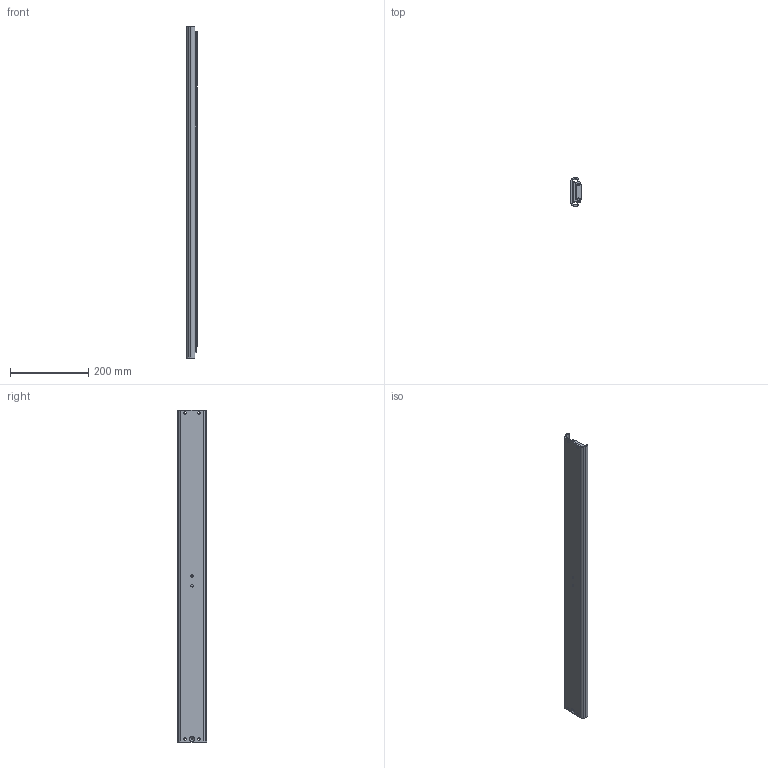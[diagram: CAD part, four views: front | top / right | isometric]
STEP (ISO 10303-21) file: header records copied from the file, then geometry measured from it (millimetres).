
FILE_DESCRIPTION (( 'STEP AP214' ), '1' );
FILE_NAME ('FR_5426.0850mm_34inch_closed.STEP', '2022-10-17T08:51:07', ( '' ), ( '' ), 'SwSTEP 2.0', 'SolidWorks 2020', '' );
FILE_SCHEMA (( 'AUTOMOTIVE_DESIGN' ));
Length unit declared in the file: millimetre
Products named in the file (9): 5426.XXX-01.T092_NL  850; 5426.XXX-03.T092_NL  850; 5426.XXX-02.T092_NL  850; FR_5426.0850mm_34inch_closed; FR 5426 CABINET STOP; FR 5426 MIDDLE STOP
Assembly tree (8 placements, depth 3):
  FR_5426.0850mm_34inch_closed
    5426.XXX-01.T092_NL  850
      5426.XXX-01.T092_NL  850
      FR 5426 CABINET STOP
    5426.XXX-02.T092_NL  850
      5426.XXX-02.T092_NL  850
      FR 5426 MIDDLE STOP
    5426.XXX-03.T092_NL  850
      5426.XXX-03.T092_NL  850
Bounding box: 26 x 74.93 x 850 mm (x, y, z)
Volume: 961702.2 mm3; surface area: 395406.5 mm2
Topology: 5 solids, 5 shells, 154 faces, 386 edges, 242 vertices
Faces by surface type: cylinder 70, plane 58, cone 26
Entity records: 5128 total; most frequent: DIRECTION 892, CARTESIAN_POINT 796, ORIENTED_EDGE 772, EDGE_CURVE 386, AXIS2_PLACEMENT_3D 338, VERTEX_POINT 242, LINE 216, VECTOR 216
